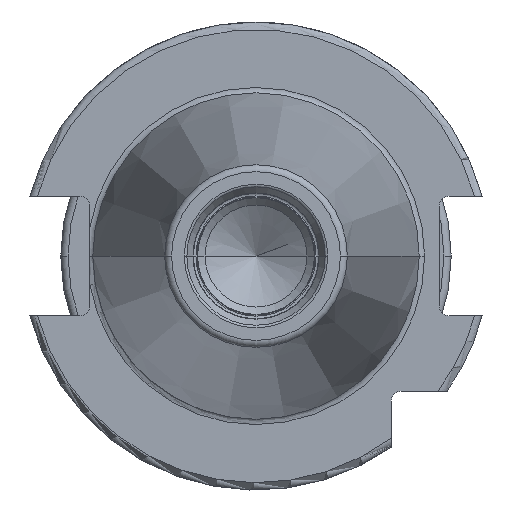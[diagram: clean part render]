
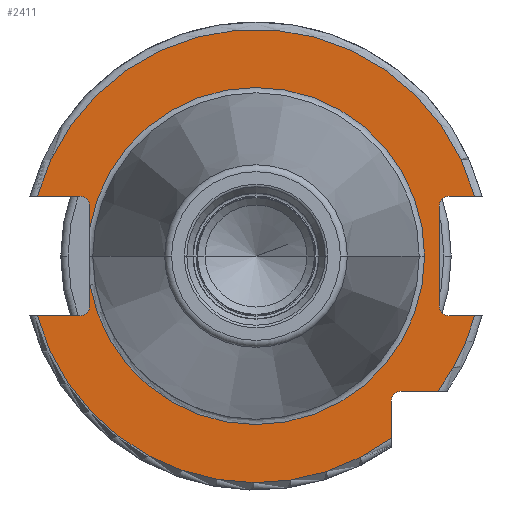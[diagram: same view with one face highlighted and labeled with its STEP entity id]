
A CAD part, left-side view. The second image highlights one B-rep face of the part: STEP entity #2411.
In plain terms, the highlighted planar face has unit normal (-1, 0, 0).
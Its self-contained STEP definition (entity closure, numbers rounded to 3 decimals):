
#105=CARTESIAN_POINT('',(3.2,22.55,-3.842));
#117=CARTESIAN_POINT('',(3.2,0.,0.));
#118=DIRECTION('',(-1.,0.,0.));
#119=DIRECTION('',(0.,0.986,-0.168));
#120=AXIS2_PLACEMENT_3D('',#117,#118,#119);
#142=CARTESIAN_POINT('',(3.2,23.9,-6.75));
#143=DIRECTION('',(1.,0.,0.));
#144=DIRECTION('',(0.,-1.,0.));
#145=AXIS2_PLACEMENT_3D('',#142,#143,#144);
#199=CARTESIAN_POINT('',(3.2,23.9,6.75));
#200=DIRECTION('',(1.,0.,0.));
#201=DIRECTION('',(0.,0.,1.));
#202=AXIS2_PLACEMENT_3D('',#199,#200,#201);
#244=CARTESIAN_POINT('',(3.2,-26.2,6.75));
#245=DIRECTION('',(1.,0.,0.));
#246=DIRECTION('',(0.,1.,0.));
#247=AXIS2_PLACEMENT_3D('',#244,#245,#246);
#476=CARTESIAN_POINT('',(3.2,-26.2,-6.75));
#477=DIRECTION('',(1.,0.,0.));
#478=DIRECTION('',(0.,0.,-1.));
#479=AXIS2_PLACEMENT_3D('',#476,#477,#478);
#543=DIRECTION('',(0.,0.,-1.));
#544=VECTOR('',#543,2.908);
#545=CARTESIAN_POINT('',(3.2,22.55,6.75));
#546=LINE('',#545,#544);
#547=DIRECTION('',(0.,-1.,0.));
#548=VECTOR('',#547,5.777);
#549=CARTESIAN_POINT('',(3.2,29.677,8.1));
#550=LINE('',#549,#548);
#551=CARTESIAN_POINT('',(3.2,0.,0.));
#552=DIRECTION('',(1.,0.,0.));
#553=DIRECTION('',(0.,0.965,0.263));
#554=AXIS2_PLACEMENT_3D('',#551,#552,#553);
#556=DIRECTION('',(0.,1.,0.));
#557=VECTOR('',#556,3.477);
#558=CARTESIAN_POINT('',(3.2,-29.677,8.1));
#559=LINE('',#558,#557);
#560=DIRECTION('',(0.,0.,1.));
#561=VECTOR('',#560,13.5);
#562=CARTESIAN_POINT('',(3.2,-24.85,-6.75));
#563=LINE('',#562,#561);
#564=DIRECTION('',(0.,1.,0.));
#565=VECTOR('',#564,3.477);
#566=CARTESIAN_POINT('',(3.2,-29.677,-8.1));
#567=LINE('',#566,#565);
#568=CARTESIAN_POINT('',(3.2,0.,0.));
#569=DIRECTION('',(-1.,0.,0.));
#570=DIRECTION('',(0.,-0.803,-0.597));
#571=AXIS2_PLACEMENT_3D('',#568,#569,#570);
#573=DIRECTION('',(0.,-1.,0.));
#574=VECTOR('',#573,4.99);
#575=CARTESIAN_POINT('',(3.2,-19.7,-18.35));
#576=LINE('',#575,#574);
#577=DIRECTION('',(0.,0.,1.));
#578=VECTOR('',#577,4.99);
#579=CARTESIAN_POINT('',(3.2,-18.35,-24.69));
#580=LINE('',#579,#578);
#581=CARTESIAN_POINT('',(3.2,0.,0.));
#582=DIRECTION('',(-1.,0.,0.));
#583=DIRECTION('',(0.,0.965,-0.263));
#584=AXIS2_PLACEMENT_3D('',#581,#582,#583);
#586=DIRECTION('',(0.,-1.,0.));
#587=VECTOR('',#586,5.777);
#588=CARTESIAN_POINT('',(3.2,29.677,-8.1));
#589=LINE('',#588,#587);
#590=DIRECTION('',(0.,0.,-1.));
#591=VECTOR('',#590,2.908);
#592=CARTESIAN_POINT('',(3.2,22.55,-3.842));
#593=LINE('',#592,#591);
#603=CARTESIAN_POINT('',(3.2,29.677,8.1));
#610=CARTESIAN_POINT('',(3.2,-29.677,8.1));
#1030=CARTESIAN_POINT('',(3.2,29.677,-8.1));
#1066=CARTESIAN_POINT('',(3.2,-29.677,-8.1));
#1093=CARTESIAN_POINT('',(3.2,-19.7,-19.7));
#1094=DIRECTION('',(1.,0.,0.));
#1095=DIRECTION('',(0.,1.,0.));
#1096=AXIS2_PLACEMENT_3D('',#1093,#1094,#1095);
#1164=CARTESIAN_POINT('',(3.2,22.55,3.842));
#1175=CARTESIAN_POINT('',(3.2,0.,0.));
#1176=DIRECTION('',(1.,0.,0.));
#1177=DIRECTION('',(0.,0.986,0.168));
#1178=AXIS2_PLACEMENT_3D('',#1175,#1176,#1177);
#1398=CARTESIAN_POINT('',(3.2,-22.875,0.));
#1400=VERTEX_POINT('',#1398);
#1540=VERTEX_POINT('',#1164);
#1542=VERTEX_POINT('',#105);
#1545=VERTEX_POINT('',#603);
#1546=VERTEX_POINT('',#610);
#1549=VERTEX_POINT('',#1030);
#1550=VERTEX_POINT('',#1066);
#1565=CARTESIAN_POINT('',(3.2,-18.35,-24.69));
#1566=VERTEX_POINT('',#1565);
#1568=CARTESIAN_POINT('',(3.2,23.9,-8.1));
#1570=VERTEX_POINT('',#1568);
#1572=CARTESIAN_POINT('',(3.2,23.9,8.1));
#1574=VERTEX_POINT('',#1572);
#1576=CARTESIAN_POINT('',(3.2,-24.85,-6.75));
#1578=VERTEX_POINT('',#1576);
#1580=CARTESIAN_POINT('',(3.2,-26.2,-8.1));
#1582=VERTEX_POINT('',#1580);
#1584=CARTESIAN_POINT('',(3.2,-26.2,8.1));
#1586=VERTEX_POINT('',#1584);
#1588=CARTESIAN_POINT('',(3.2,-24.85,6.75));
#1590=VERTEX_POINT('',#1588);
#1597=CARTESIAN_POINT('',(3.2,22.55,6.75));
#1598=VERTEX_POINT('',#1597);
#1599=CARTESIAN_POINT('',(3.2,22.55,-6.75));
#1600=VERTEX_POINT('',#1599);
#1601=CARTESIAN_POINT('',(3.2,-19.7,-18.35));
#1602=CARTESIAN_POINT('',(3.2,-24.69,-18.35));
#1603=VERTEX_POINT('',#1601);
#1604=VERTEX_POINT('',#1602);
#1605=CARTESIAN_POINT('',(3.2,-18.35,-19.7));
#1606=VERTEX_POINT('',#1605);
#2378=CARTESIAN_POINT('',(3.2,0.,0.));
#2379=DIRECTION('',(1.,0.,0.));
#2380=DIRECTION('',(0.,-1.,0.));
#2381=AXIS2_PLACEMENT_3D('',#2378,#2379,#2380);
#2382=PLANE('',#2381);
#2383=ORIENTED_EDGE('',*,*,#1840,.F.);
#2384=ORIENTED_EDGE('',*,*,#1926,.F.);
#2385=ORIENTED_EDGE('',*,*,#1961,.F.);
#2387=ORIENTED_EDGE('',*,*,#2386,.T.);
#2388=ORIENTED_EDGE('',*,*,#1987,.T.);
#2389=ORIENTED_EDGE('',*,*,#2023,.F.);
#2390=ORIENTED_EDGE('',*,*,#2039,.F.);
#2391=ORIENTED_EDGE('',*,*,#2277,.F.);
#2392=ORIENTED_EDGE('',*,*,#2311,.F.);
#2394=ORIENTED_EDGE('',*,*,#2393,.F.);
#2396=ORIENTED_EDGE('',*,*,#2395,.F.);
#2398=ORIENTED_EDGE('',*,*,#2397,.F.);
#2400=ORIENTED_EDGE('',*,*,#2399,.F.);
#2402=ORIENTED_EDGE('',*,*,#2401,.F.);
#2403=ORIENTED_EDGE('',*,*,#2351,.T.);
#2404=ORIENTED_EDGE('',*,*,#1858,.F.);
#2405=ORIENTED_EDGE('',*,*,#1845,.F.);
#2406=ORIENTED_EDGE('',*,*,#1808,.T.);
#2408=ORIENTED_EDGE('',*,*,#2407,.F.);
#2409=EDGE_LOOP('',(#2383,#2384,#2385,#2387,#2388,#2389,#2390,#2391,#2392,#2394,
#2396,#2398,#2400,#2402,#2403,#2404,#2405,#2406,#2408));
#2410=FACE_OUTER_BOUND('',#2409,.F.);
#2411=ADVANCED_FACE('',(#2410),#2382,.F.);
#121=CIRCLE('',#120,22.875);
#146=CIRCLE('',#145,1.35);
#203=CIRCLE('',#202,1.35);
#248=CIRCLE('',#247,1.35);
#480=CIRCLE('',#479,1.35);
#555=CIRCLE('',#554,30.763);
#572=CIRCLE('',#571,30.763);
#585=CIRCLE('',#584,30.763);
#1097=CIRCLE('',#1096,1.35);
#1179=CIRCLE('',#1178,22.875);
#1808=EDGE_CURVE('',#1542,#1400,#121,.T.);
#1840=EDGE_CURVE('',#1598,#1540,#546,.T.);
#1845=EDGE_CURVE('',#1542,#1600,#593,.T.);
#1858=EDGE_CURVE('',#1600,#1570,#146,.T.);
#1926=EDGE_CURVE('',#1574,#1598,#203,.T.);
#1961=EDGE_CURVE('',#1545,#1574,#550,.T.);
#1987=EDGE_CURVE('',#1546,#1586,#559,.T.);
#2023=EDGE_CURVE('',#1590,#1586,#248,.T.);
#2039=EDGE_CURVE('',#1578,#1590,#563,.T.);
#2277=EDGE_CURVE('',#1582,#1578,#480,.T.);
#2311=EDGE_CURVE('',#1550,#1582,#567,.T.);
#2351=EDGE_CURVE('',#1549,#1570,#589,.T.);
#2386=EDGE_CURVE('',#1545,#1546,#555,.T.);
#2393=EDGE_CURVE('',#1604,#1550,#572,.T.);
#2395=EDGE_CURVE('',#1603,#1604,#576,.T.);
#2397=EDGE_CURVE('',#1606,#1603,#1097,.T.);
#2399=EDGE_CURVE('',#1566,#1606,#580,.T.);
#2401=EDGE_CURVE('',#1549,#1566,#585,.T.);
#2407=EDGE_CURVE('',#1540,#1400,#1179,.T.);
